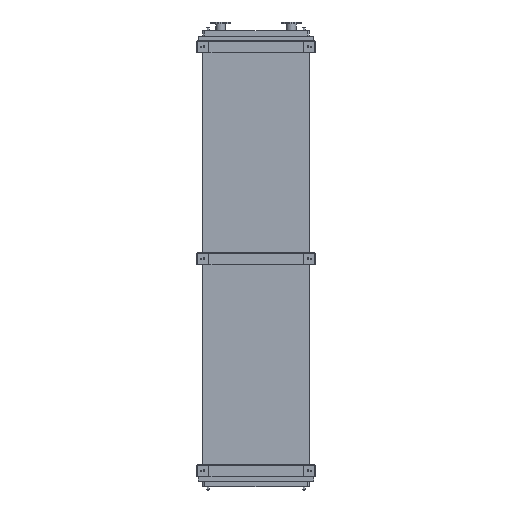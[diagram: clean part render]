
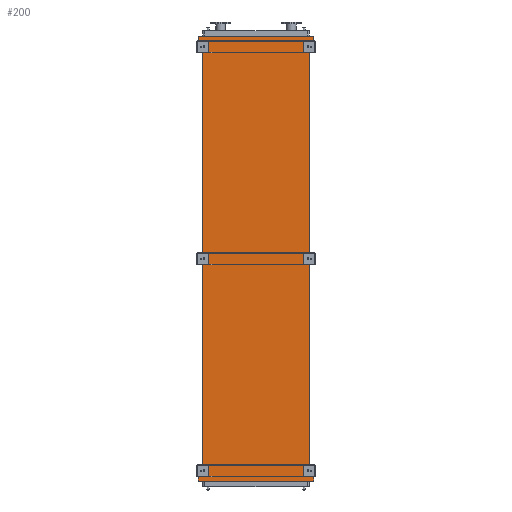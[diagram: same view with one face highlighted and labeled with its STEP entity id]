
A CAD part, front view. The second image highlights one B-rep face of the part: STEP entity #200.
In plain terms, the highlighted planar face has unit normal (0, -1, 0).
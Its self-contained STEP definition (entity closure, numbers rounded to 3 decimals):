
#186 = VECTOR ( 'NONE', #10003, 1000. ) ;
#200 = ADVANCED_FACE ( 'NONE', ( #12118 ), #21275, .T. ) ;
#804 = ORIENTED_EDGE ( 'NONE', *, *, #28846, .F. ) ;
#1467 = CARTESIAN_POINT ( 'NONE',  ( -605., 0., 0. ) ) ;
#2437 = DIRECTION ( 'NONE',  ( 1., 0., 0. ) ) ;
#2732 = DIRECTION ( 'NONE',  ( 0., 0., -1. ) ) ;
#3221 = ORIENTED_EDGE ( 'NONE', *, *, #29306, .F. ) ;
#3464 = CARTESIAN_POINT ( 'NONE',  ( 651., 0., -4945. ) ) ;
#3491 = LINE ( 'NONE', #32129, #15945 ) ;
#3521 = VECTOR ( 'NONE', #2732, 1000. ) ;
#3691 = CARTESIAN_POINT ( 'NONE',  ( -651., 0., 95. ) ) ;
#4080 = VECTOR ( 'NONE', #29663, 1000. ) ;
#4515 = CARTESIAN_POINT ( 'NONE',  ( 651., 0., 53. ) ) ;
#5200 = VERTEX_POINT ( 'NONE', #3691 ) ;
#5609 = ORIENTED_EDGE ( 'NONE', *, *, #14747, .F. ) ;
#5638 = ORIENTED_EDGE ( 'NONE', *, *, #29497, .F. ) ;
#6028 = VERTEX_POINT ( 'NONE', #9440 ) ;
#6194 = CARTESIAN_POINT ( 'NONE',  ( -651., 0., 53. ) ) ;
#7088 = VECTOR ( 'NONE', #31778, 1000. ) ;
#7443 = VECTOR ( 'NONE', #25985, 1000. ) ;
#7574 = ORIENTED_EDGE ( 'NONE', *, *, #27847, .F. ) ;
#7885 = VERTEX_POINT ( 'NONE', #18100 ) ;
#7982 = VERTEX_POINT ( 'NONE', #8606 ) ;
#8606 = CARTESIAN_POINT ( 'NONE',  ( 651., 0., -4903. ) ) ;
#8927 = DIRECTION ( 'NONE',  ( 0., -1., 0. ) ) ;
#9303 = DIRECTION ( 'NONE',  ( -0.655, 0., 0.755 ) ) ;
#9440 = CARTESIAN_POINT ( 'NONE',  ( 651., 0., 53. ) ) ;
#9491 = ORIENTED_EDGE ( 'NONE', *, *, #28696, .F. ) ;
#10003 = DIRECTION ( 'NONE',  ( 0.655, 0., -0.755 ) ) ;
#11295 = LINE ( 'NONE', #6194, #24610 ) ;
#11625 = DIRECTION ( 'NONE',  ( 0., 0., -1. ) ) ;
#12006 = LINE ( 'NONE', #19901, #31901 ) ;
#12044 = VECTOR ( 'NONE', #27753, 1000. ) ;
#12111 = VERTEX_POINT ( 'NONE', #27559 ) ;
#12118 = FACE_OUTER_BOUND ( 'NONE', #20373, .T. ) ;
#12550 = ORIENTED_EDGE ( 'NONE', *, *, #27229, .T. ) ;
#12657 = CARTESIAN_POINT ( 'NONE',  ( 651., 0., 95. ) ) ;
#12750 = VERTEX_POINT ( 'NONE', #29435 ) ;
#13734 = ORIENTED_EDGE ( 'NONE', *, *, #28316, .F. ) ;
#13975 = LINE ( 'NONE', #3464, #7443 ) ;
#14632 = CARTESIAN_POINT ( 'NONE',  ( -605., 0., -4850. ) ) ;
#14747 = EDGE_CURVE ( 'NONE', #5200, #30369, #12006, .T. ) ;
#15676 = CARTESIAN_POINT ( 'NONE',  ( 651., 0., -4945. ) ) ;
#15945 = VECTOR ( 'NONE', #22279, 1000. ) ;
#15976 = LINE ( 'NONE', #12657, #3521 ) ;
#17499 = LINE ( 'NONE', #29139, #23409 ) ;
#18100 = CARTESIAN_POINT ( 'NONE',  ( -651., 0., 53. ) ) ;
#18434 = CARTESIAN_POINT ( 'NONE',  ( 605., 0., 0. ) ) ;
#18962 = VERTEX_POINT ( 'NONE', #1467 ) ;
#19424 = DIRECTION ( 'NONE',  ( -0.655, 0., -0.755 ) ) ;
#19871 = VECTOR ( 'NONE', #9303, 1000. ) ;
#19901 = CARTESIAN_POINT ( 'NONE',  ( -651., 0., 95. ) ) ;
#20229 = LINE ( 'NONE', #4515, #21828 ) ;
#20262 = LINE ( 'NONE', #26855, #7088 ) ;
#20362 = ORIENTED_EDGE ( 'NONE', *, *, #28512, .F. ) ;
#20373 = EDGE_LOOP ( 'NONE', ( #12550, #7574, #27458, #5609, #13734, #20362, #28649, #9491, #804, #29038, #3221, #5638 ) ) ;
#21063 = VERTEX_POINT ( 'NONE', #15676 ) ;
#21275 = PLANE ( 'NONE',  #31760 ) ;
#21828 = VECTOR ( 'NONE', #19424, 1000. ) ;
#22021 = EDGE_CURVE ( 'NONE', #26263, #18962, #23251, .T. ) ;
#22184 = CARTESIAN_POINT ( 'NONE',  ( 651., 0., 95. ) ) ;
#22279 = DIRECTION ( 'NONE',  ( 0.655, 0., 0.755 ) ) ;
#22718 = CARTESIAN_POINT ( 'NONE',  ( -651., 0., -4945. ) ) ;
#23080 = CARTESIAN_POINT ( 'NONE',  ( -605., 0., -4850. ) ) ;
#23251 = LINE ( 'NONE', #14632, #4080 ) ;
#23409 = VECTOR ( 'NONE', #11625, 1000. ) ;
#23620 = DIRECTION ( 'NONE',  ( 0., 0., 1. ) ) ;
#23845 = CARTESIAN_POINT ( 'NONE',  ( -605., 0., -4850. ) ) ;
#24245 = CARTESIAN_POINT ( 'NONE',  ( -605., 0., 0. ) ) ;
#24610 = VECTOR ( 'NONE', #23620, 1000. ) ;
#24931 = VERTEX_POINT ( 'NONE', #30787 ) ;
#24976 = CARTESIAN_POINT ( 'NONE',  ( 605., 0., -4850. ) ) ;
#25362 = LINE ( 'NONE', #22718, #12044 ) ;
#25985 = DIRECTION ( 'NONE',  ( -1., 0., 0. ) ) ;
#26263 = VERTEX_POINT ( 'NONE', #23080 ) ;
#26367 = DIRECTION ( 'NONE',  ( 0., 0., -1. ) ) ;
#26381 = VERTEX_POINT ( 'NONE', #18434 ) ;
#26580 = LINE ( 'NONE', #24245, #19871 ) ;
#26855 = CARTESIAN_POINT ( 'NONE',  ( 605., 0., -4850. ) ) ;
#26921 = LINE ( 'NONE', #24976, #186 ) ;
#27229 = EDGE_CURVE ( 'NONE', #12111, #26381, #20262, .T. ) ;
#27458 = ORIENTED_EDGE ( 'NONE', *, *, #28077, .F. ) ;
#27559 = CARTESIAN_POINT ( 'NONE',  ( 605., 0., -4850. ) ) ;
#27753 = DIRECTION ( 'NONE',  ( 0., 0., 1. ) ) ;
#27847 = EDGE_CURVE ( 'NONE', #6028, #26381, #20229, .T. ) ;
#28077 = EDGE_CURVE ( 'NONE', #30369, #6028, #15976, .T. ) ;
#28316 = EDGE_CURVE ( 'NONE', #7885, #5200, #11295, .T. ) ;
#28512 = EDGE_CURVE ( 'NONE', #18962, #7885, #26580, .T. ) ;
#28649 = ORIENTED_EDGE ( 'NONE', *, *, #22021, .F. ) ;
#28696 = EDGE_CURVE ( 'NONE', #24931, #26263, #3491, .T. ) ;
#28846 = EDGE_CURVE ( 'NONE', #12750, #24931, #25362, .T. ) ;
#29038 = ORIENTED_EDGE ( 'NONE', *, *, #29114, .F. ) ;
#29114 = EDGE_CURVE ( 'NONE', #21063, #12750, #13975, .T. ) ;
#29139 = CARTESIAN_POINT ( 'NONE',  ( 651., 0., -4903. ) ) ;
#29306 = EDGE_CURVE ( 'NONE', #7982, #21063, #17499, .T. ) ;
#29435 = CARTESIAN_POINT ( 'NONE',  ( -651., 0., -4945. ) ) ;
#29497 = EDGE_CURVE ( 'NONE', #12111, #7982, #26921, .T. ) ;
#29663 = DIRECTION ( 'NONE',  ( 0., 0., 1. ) ) ;
#30369 = VERTEX_POINT ( 'NONE', #22184 ) ;
#30787 = CARTESIAN_POINT ( 'NONE',  ( -651., 0., -4903. ) ) ;
#31760 = AXIS2_PLACEMENT_3D ( 'NONE', #23845, #8927, #26367 ) ;
#31778 = DIRECTION ( 'NONE',  ( 0., 0., 1. ) ) ;
#31901 = VECTOR ( 'NONE', #2437, 1000. ) ;
#32129 = CARTESIAN_POINT ( 'NONE',  ( -651., 0., -4903. ) ) ;
